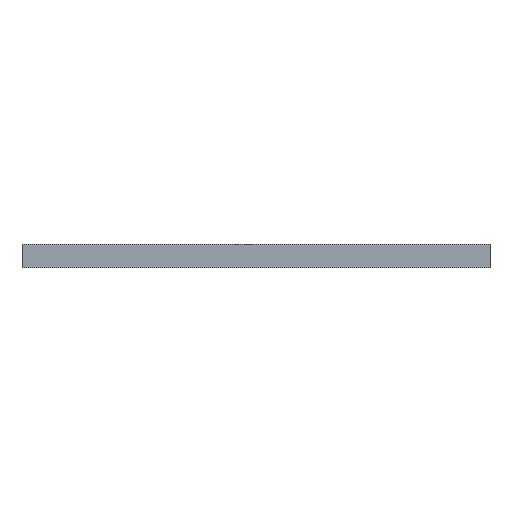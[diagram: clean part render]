
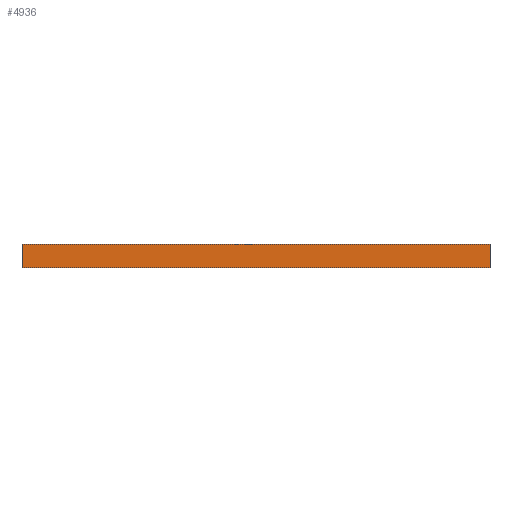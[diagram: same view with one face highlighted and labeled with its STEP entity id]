
A CAD part, front view. The second image highlights one B-rep face of the part: STEP entity #4936.
In plain terms, the highlighted planar face has unit normal (0, -1, 0).
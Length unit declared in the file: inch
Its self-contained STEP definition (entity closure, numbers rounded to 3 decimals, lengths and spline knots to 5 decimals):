
#72 = VECTOR ( 'NONE', #6249, 39.37008 ) ;
#179 = FACE_OUTER_BOUND ( 'NONE', #1171, .T. ) ;
#222 = VERTEX_POINT ( 'NONE', #5336 ) ;
#852 = VERTEX_POINT ( 'NONE', #3532 ) ;
#974 = LINE ( 'NONE', #2366, #1206 ) ;
#1154 = AXIS2_PLACEMENT_3D ( 'NONE', #4209, #5262, #3202 ) ;
#1171 = EDGE_LOOP ( 'NONE', ( #3807, #1413, #2281, #4630 ) ) ;
#1206 = VECTOR ( 'NONE', #4231, 39.37008 ) ;
#1413 = ORIENTED_EDGE ( 'NONE', *, *, #5467, .T. ) ;
#1547 = VECTOR ( 'NONE', #3867, 39.37008 ) ;
#2015 = LINE ( 'NONE', #6226, #3165 ) ;
#2146 = VERTEX_POINT ( 'NONE', #3697 ) ;
#2281 = ORIENTED_EDGE ( 'NONE', *, *, #3174, .T. ) ;
#2366 = CARTESIAN_POINT ( 'NONE',  ( 0.59055, -0.59055, 0. ) ) ;
#2756 = DIRECTION ( 'NONE',  ( 0., 0., 1. ) ) ;
#3165 = VECTOR ( 'NONE', #2756, 39.37008 ) ;
#3174 = EDGE_CURVE ( 'NONE', #222, #4857, #974, .T. ) ;
#3202 = DIRECTION ( 'NONE',  ( 1., 0., 0. ) ) ;
#3532 = CARTESIAN_POINT ( 'NONE',  ( -0.59055, -0.59055, -0.03937 ) ) ;
#3697 = CARTESIAN_POINT ( 'NONE',  ( -0.59055, -0.59055, 0.01969 ) ) ;
#3807 = ORIENTED_EDGE ( 'NONE', *, *, #4217, .F. ) ;
#3856 = EDGE_CURVE ( 'NONE', #2146, #4857, #4735, .T. ) ;
#3867 = DIRECTION ( 'NONE',  ( 1., 0., 0. ) ) ;
#4209 = CARTESIAN_POINT ( 'NONE',  ( -0.59055, -0.59055, 0. ) ) ;
#4217 = EDGE_CURVE ( 'NONE', #852, #2146, #2015, .T. ) ;
#4231 = DIRECTION ( 'NONE',  ( 0., 0., 1. ) ) ;
#4630 = ORIENTED_EDGE ( 'NONE', *, *, #3856, .F. ) ;
#4735 = LINE ( 'NONE', #4833, #72 ) ;
#4833 = CARTESIAN_POINT ( 'NONE',  ( -0.59055, -0.59055, 0.01969 ) ) ;
#4857 = VERTEX_POINT ( 'NONE', #6058 ) ;
#4936 = ADVANCED_FACE ( 'NONE', ( #179 ), #5709, .T. ) ;
#5262 = DIRECTION ( 'NONE',  ( 0., -1., 0. ) ) ;
#5336 = CARTESIAN_POINT ( 'NONE',  ( 0.59055, -0.59055, -0.03937 ) ) ;
#5467 = EDGE_CURVE ( 'NONE', #852, #222, #6379, .T. ) ;
#5480 = CARTESIAN_POINT ( 'NONE',  ( -0.59055, -0.59055, -0.03937 ) ) ;
#5709 = PLANE ( 'NONE',  #1154 ) ;
#6058 = CARTESIAN_POINT ( 'NONE',  ( 0.59055, -0.59055, 0.01969 ) ) ;
#6226 = CARTESIAN_POINT ( 'NONE',  ( -0.59055, -0.59055, 0. ) ) ;
#6249 = DIRECTION ( 'NONE',  ( 1., 0., 0. ) ) ;
#6379 = LINE ( 'NONE', #5480, #1547 ) ;
